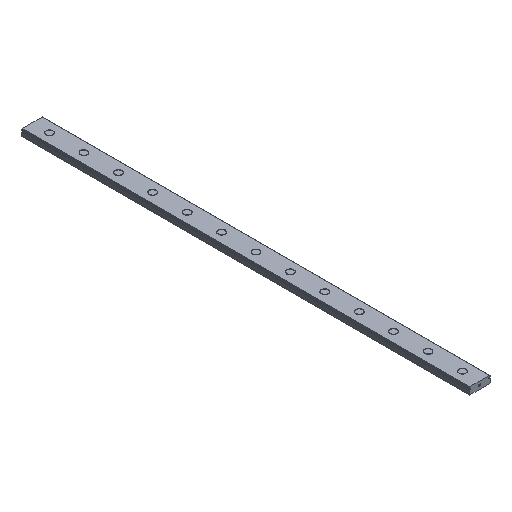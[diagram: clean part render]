
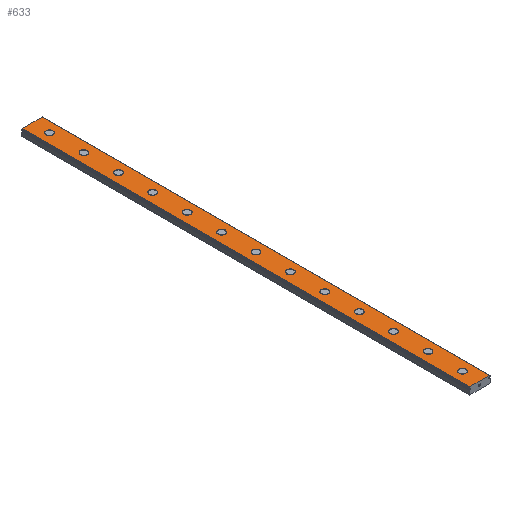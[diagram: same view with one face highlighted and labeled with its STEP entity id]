
A CAD part, isometric view. The second image highlights one B-rep face of the part: STEP entity #633.
In plain terms, the highlighted planar face has unit normal (0, 0, 1).
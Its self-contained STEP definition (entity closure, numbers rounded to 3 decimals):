
#633=ADVANCED_FACE('',(#1303,#1304,#1305,#1306,#1307,#1308,#1309,#1310,#1311,#1312,#1313,#1314,#1315,#1316),#1317,.T.);
#1303=FACE_BOUND('',#1990,.T.);
#1304=FACE_BOUND('',#1991,.T.);
#1305=FACE_BOUND('',#1992,.T.);
#1306=FACE_BOUND('',#1993,.T.);
#1307=FACE_BOUND('',#1994,.T.);
#1308=FACE_BOUND('',#1995,.T.);
#1309=FACE_BOUND('',#1996,.T.);
#1310=FACE_BOUND('',#1997,.T.);
#1311=FACE_BOUND('',#1998,.T.);
#1312=FACE_BOUND('',#1999,.T.);
#1313=FACE_BOUND('',#2000,.T.);
#1314=FACE_BOUND('',#2001,.T.);
#1315=FACE_BOUND('',#2002,.T.);
#1316=FACE_OUTER_BOUND('',#2003,.T.);
#1317=PLANE('',#2004);
#1990=EDGE_LOOP('',(#3759,#3760));
#1991=EDGE_LOOP('',(#3761,#3762));
#1992=EDGE_LOOP('',(#3763,#3764));
#1993=EDGE_LOOP('',(#3765,#3766));
#1994=EDGE_LOOP('',(#3767,#3768));
#1995=EDGE_LOOP('',(#3769,#3770));
#1996=EDGE_LOOP('',(#3771,#3772));
#1997=EDGE_LOOP('',(#3773,#3774));
#1998=EDGE_LOOP('',(#3775,#3776));
#1999=EDGE_LOOP('',(#3777,#3778));
#2000=EDGE_LOOP('',(#3779,#3780));
#2001=EDGE_LOOP('',(#3781,#3782));
#2002=EDGE_LOOP('',(#3783,#3784));
#2003=EDGE_LOOP('',(#3785,#3786,#3787,#3788));
#2004=AXIS2_PLACEMENT_3D('',#3789,#3790,#3791);
#3759=ORIENTED_EDGE('',*,*,#4034,.T.);
#3760=ORIENTED_EDGE('',*,*,#4479,.T.);
#3761=ORIENTED_EDGE('',*,*,#4024,.T.);
#3762=ORIENTED_EDGE('',*,*,#4485,.T.);
#3763=ORIENTED_EDGE('',*,*,#4014,.T.);
#3764=ORIENTED_EDGE('',*,*,#4491,.T.);
#3765=ORIENTED_EDGE('',*,*,#4004,.T.);
#3766=ORIENTED_EDGE('',*,*,#4497,.T.);
#3767=ORIENTED_EDGE('',*,*,#3994,.T.);
#3768=ORIENTED_EDGE('',*,*,#4503,.T.);
#3769=ORIENTED_EDGE('',*,*,#3984,.T.);
#3770=ORIENTED_EDGE('',*,*,#4509,.T.);
#3771=ORIENTED_EDGE('',*,*,#3974,.T.);
#3772=ORIENTED_EDGE('',*,*,#4515,.T.);
#3773=ORIENTED_EDGE('',*,*,#3964,.T.);
#3774=ORIENTED_EDGE('',*,*,#4521,.T.);
#3775=ORIENTED_EDGE('',*,*,#3954,.T.);
#3776=ORIENTED_EDGE('',*,*,#4527,.T.);
#3777=ORIENTED_EDGE('',*,*,#3944,.T.);
#3778=ORIENTED_EDGE('',*,*,#4533,.T.);
#3779=ORIENTED_EDGE('',*,*,#3934,.T.);
#3780=ORIENTED_EDGE('',*,*,#4539,.T.);
#3781=ORIENTED_EDGE('',*,*,#3924,.T.);
#3782=ORIENTED_EDGE('',*,*,#4545,.T.);
#3783=ORIENTED_EDGE('',*,*,#3914,.T.);
#3784=ORIENTED_EDGE('',*,*,#4551,.T.);
#3785=ORIENTED_EDGE('',*,*,#4464,.T.);
#3786=ORIENTED_EDGE('',*,*,#4585,.F.);
#3787=ORIENTED_EDGE('',*,*,#4350,.T.);
#3788=ORIENTED_EDGE('',*,*,#4583,.T.);
#3789=CARTESIAN_POINT('',(0.0,520.0,8.5));
#3790=DIRECTION('',(0.0,0.0,1.0));
#3791=DIRECTION('',(-1.0,0.0,0.0));
#3914=EDGE_CURVE('',#4642,#4639,#4643,.T.);
#3924=EDGE_CURVE('',#4660,#4657,#4661,.T.);
#3934=EDGE_CURVE('',#4678,#4675,#4679,.T.);
#3944=EDGE_CURVE('',#4696,#4693,#4697,.T.);
#3954=EDGE_CURVE('',#4714,#4711,#4715,.T.);
#3964=EDGE_CURVE('',#4732,#4729,#4733,.T.);
#3974=EDGE_CURVE('',#4750,#4747,#4751,.T.);
#3984=EDGE_CURVE('',#4768,#4765,#4769,.T.);
#3994=EDGE_CURVE('',#4786,#4783,#4787,.T.);
#4004=EDGE_CURVE('',#4804,#4801,#4805,.T.);
#4014=EDGE_CURVE('',#4822,#4819,#4823,.T.);
#4024=EDGE_CURVE('',#4840,#4837,#4841,.T.);
#4034=EDGE_CURVE('',#4858,#4855,#4859,.T.);
#4350=EDGE_CURVE('',#5319,#5317,#5320,.T.);
#4464=EDGE_CURVE('',#5500,#5498,#5501,.T.);
#4479=EDGE_CURVE('',#4855,#4858,#5527,.T.);
#4485=EDGE_CURVE('',#4837,#4840,#5533,.T.);
#4491=EDGE_CURVE('',#4819,#4822,#5539,.T.);
#4497=EDGE_CURVE('',#4801,#4804,#5545,.T.);
#4503=EDGE_CURVE('',#4783,#4786,#5551,.T.);
#4509=EDGE_CURVE('',#4765,#4768,#5557,.T.);
#4515=EDGE_CURVE('',#4747,#4750,#5563,.T.);
#4521=EDGE_CURVE('',#4729,#4732,#5569,.T.);
#4527=EDGE_CURVE('',#4711,#4714,#5575,.T.);
#4533=EDGE_CURVE('',#4693,#4696,#5581,.T.);
#4539=EDGE_CURVE('',#4675,#4678,#5587,.T.);
#4545=EDGE_CURVE('',#4657,#4660,#5593,.T.);
#4551=EDGE_CURVE('',#4639,#4642,#5599,.T.);
#4583=EDGE_CURVE('',#5317,#5500,#5631,.T.);
#4585=EDGE_CURVE('',#5319,#5498,#5633,.T.);
#4639=VERTEX_POINT('',#5693);
#4642=VERTEX_POINT('',#5697);
#4643=CIRCLE('',#5698,4.0);
#4657=VERTEX_POINT('',#5715);
#4660=VERTEX_POINT('',#5719);
#4661=CIRCLE('',#5720,4.0);
#4675=VERTEX_POINT('',#5737);
#4678=VERTEX_POINT('',#5741);
#4679=CIRCLE('',#5742,4.0);
#4693=VERTEX_POINT('',#5759);
#4696=VERTEX_POINT('',#5763);
#4697=CIRCLE('',#5764,4.0);
#4711=VERTEX_POINT('',#5781);
#4714=VERTEX_POINT('',#5785);
#4715=CIRCLE('',#5786,4.0);
#4729=VERTEX_POINT('',#5803);
#4732=VERTEX_POINT('',#5807);
#4733=CIRCLE('',#5808,4.0);
#4747=VERTEX_POINT('',#5825);
#4750=VERTEX_POINT('',#5829);
#4751=CIRCLE('',#5830,4.0);
#4765=VERTEX_POINT('',#5847);
#4768=VERTEX_POINT('',#5851);
#4769=CIRCLE('',#5852,4.0);
#4783=VERTEX_POINT('',#5869);
#4786=VERTEX_POINT('',#5873);
#4787=CIRCLE('',#5874,4.0);
#4801=VERTEX_POINT('',#5891);
#4804=VERTEX_POINT('',#5895);
#4805=CIRCLE('',#5896,4.0);
#4819=VERTEX_POINT('',#5913);
#4822=VERTEX_POINT('',#5917);
#4823=CIRCLE('',#5918,4.0);
#4837=VERTEX_POINT('',#5935);
#4840=VERTEX_POINT('',#5939);
#4841=CIRCLE('',#5940,4.0);
#4855=VERTEX_POINT('',#5957);
#4858=VERTEX_POINT('',#5961);
#4859=CIRCLE('',#5962,4.0);
#5317=VERTEX_POINT('',#6568);
#5319=VERTEX_POINT('',#6571);
#5320=LINE('',#6572,#6573);
#5498=VERTEX_POINT('',#6825);
#5500=VERTEX_POINT('',#6828);
#5501=LINE('',#6829,#6830);
#5527=CIRCLE('',#6862,4.0);
#5533=CIRCLE('',#6868,4.0);
#5539=CIRCLE('',#6874,4.0);
#5545=CIRCLE('',#6880,4.0);
#5551=CIRCLE('',#6886,4.0);
#5557=CIRCLE('',#6892,4.0);
#5563=CIRCLE('',#6898,4.0);
#5569=CIRCLE('',#6904,4.0);
#5575=CIRCLE('',#6910,4.0);
#5581=CIRCLE('',#6916,4.0);
#5587=CIRCLE('',#6922,4.0);
#5593=CIRCLE('',#6928,4.0);
#5599=CIRCLE('',#6934,4.0);
#5631=LINE('',#6979,#6980);
#5633=LINE('',#6982,#6983);
#5693=CARTESIAN_POINT('',(4.0,20.0,8.5));
#5697=CARTESIAN_POINT('',(-4.0,20.0,8.5));
#5698=AXIS2_PLACEMENT_3D('',#7045,#7046,#7047);
#5715=CARTESIAN_POINT('',(4.0,60.0,8.5));
#5719=CARTESIAN_POINT('',(-4.0,60.0,8.5));
#5720=AXIS2_PLACEMENT_3D('',#7061,#7062,#7063);
#5737=CARTESIAN_POINT('',(4.0,100.0,8.5));
#5741=CARTESIAN_POINT('',(-4.0,100.0,8.5));
#5742=AXIS2_PLACEMENT_3D('',#7077,#7078,#7079);
#5759=CARTESIAN_POINT('',(4.0,140.0,8.5));
#5763=CARTESIAN_POINT('',(-4.0,140.0,8.5));
#5764=AXIS2_PLACEMENT_3D('',#7093,#7094,#7095);
#5781=CARTESIAN_POINT('',(4.0,180.0,8.5));
#5785=CARTESIAN_POINT('',(-4.0,180.0,8.5));
#5786=AXIS2_PLACEMENT_3D('',#7109,#7110,#7111);
#5803=CARTESIAN_POINT('',(4.0,220.0,8.5));
#5807=CARTESIAN_POINT('',(-4.0,220.0,8.5));
#5808=AXIS2_PLACEMENT_3D('',#7125,#7126,#7127);
#5825=CARTESIAN_POINT('',(4.0,260.0,8.5));
#5829=CARTESIAN_POINT('',(-4.0,260.0,8.5));
#5830=AXIS2_PLACEMENT_3D('',#7141,#7142,#7143);
#5847=CARTESIAN_POINT('',(4.0,300.0,8.5));
#5851=CARTESIAN_POINT('',(-4.0,300.0,8.5));
#5852=AXIS2_PLACEMENT_3D('',#7157,#7158,#7159);
#5869=CARTESIAN_POINT('',(4.0,340.0,8.5));
#5873=CARTESIAN_POINT('',(-4.0,340.0,8.5));
#5874=AXIS2_PLACEMENT_3D('',#7173,#7174,#7175);
#5891=CARTESIAN_POINT('',(4.0,380.0,8.5));
#5895=CARTESIAN_POINT('',(-4.0,380.0,8.5));
#5896=AXIS2_PLACEMENT_3D('',#7189,#7190,#7191);
#5913=CARTESIAN_POINT('',(4.0,420.0,8.5));
#5917=CARTESIAN_POINT('',(-4.0,420.0,8.5));
#5918=AXIS2_PLACEMENT_3D('',#7205,#7206,#7207);
#5935=CARTESIAN_POINT('',(4.0,460.0,8.5));
#5939=CARTESIAN_POINT('',(-4.0,460.0,8.5));
#5940=AXIS2_PLACEMENT_3D('',#7221,#7222,#7223);
#5957=CARTESIAN_POINT('',(4.0,500.0,8.5));
#5961=CARTESIAN_POINT('',(-4.0,500.0,8.5));
#5962=AXIS2_PLACEMENT_3D('',#7237,#7238,#7239);
#6568=CARTESIAN_POINT('',(-11.6,520.0,8.5));
#6571=CARTESIAN_POINT('',(11.6,520.0,8.5));
#6572=CARTESIAN_POINT('',(11.6,520.0,8.5));
#6573=VECTOR('',#7608,1.0);
#6825=CARTESIAN_POINT('',(11.6,0.0,8.5));
#6828=CARTESIAN_POINT('',(-11.6,0.0,8.5));
#6829=CARTESIAN_POINT('',(11.6,0.0,8.5));
#6830=VECTOR('',#7726,1.0);
#6862=AXIS2_PLACEMENT_3D('',#7754,#7755,#7756);
#6868=AXIS2_PLACEMENT_3D('',#7763,#7764,#7765);
#6874=AXIS2_PLACEMENT_3D('',#7772,#7773,#7774);
#6880=AXIS2_PLACEMENT_3D('',#7781,#7782,#7783);
#6886=AXIS2_PLACEMENT_3D('',#7790,#7791,#7792);
#6892=AXIS2_PLACEMENT_3D('',#7799,#7800,#7801);
#6898=AXIS2_PLACEMENT_3D('',#7808,#7809,#7810);
#6904=AXIS2_PLACEMENT_3D('',#7817,#7818,#7819);
#6910=AXIS2_PLACEMENT_3D('',#7826,#7827,#7828);
#6916=AXIS2_PLACEMENT_3D('',#7835,#7836,#7837);
#6922=AXIS2_PLACEMENT_3D('',#7844,#7845,#7846);
#6928=AXIS2_PLACEMENT_3D('',#7853,#7854,#7855);
#6934=AXIS2_PLACEMENT_3D('',#7862,#7863,#7864);
#6979=CARTESIAN_POINT('',(-11.6,520.0,8.5));
#6980=VECTOR('',#7884,1.0);
#6982=CARTESIAN_POINT('',(11.6,520.0,8.5));
#6983=VECTOR('',#7885,1.0);
#7045=CARTESIAN_POINT('',(0.0,20.0,8.5));
#7046=DIRECTION('',(0.0,0.0,-1.0));
#7047=DIRECTION('',(1.0,0.0,0.0));
#7061=CARTESIAN_POINT('',(0.0,60.0,8.5));
#7062=DIRECTION('',(0.0,0.0,-1.0));
#7063=DIRECTION('',(1.0,0.0,0.0));
#7077=CARTESIAN_POINT('',(0.0,100.0,8.5));
#7078=DIRECTION('',(0.0,0.0,-1.0));
#7079=DIRECTION('',(1.0,0.0,0.0));
#7093=CARTESIAN_POINT('',(0.0,140.0,8.5));
#7094=DIRECTION('',(0.0,0.0,-1.0));
#7095=DIRECTION('',(1.0,0.0,0.0));
#7109=CARTESIAN_POINT('',(0.0,180.0,8.5));
#7110=DIRECTION('',(0.0,0.0,-1.0));
#7111=DIRECTION('',(1.0,0.0,0.0));
#7125=CARTESIAN_POINT('',(0.0,220.0,8.5));
#7126=DIRECTION('',(0.0,0.0,-1.0));
#7127=DIRECTION('',(1.0,0.0,0.0));
#7141=CARTESIAN_POINT('',(0.0,260.0,8.5));
#7142=DIRECTION('',(0.0,0.0,-1.0));
#7143=DIRECTION('',(1.0,0.0,0.0));
#7157=CARTESIAN_POINT('',(0.0,300.0,8.5));
#7158=DIRECTION('',(0.0,0.0,-1.0));
#7159=DIRECTION('',(1.0,0.0,0.0));
#7173=CARTESIAN_POINT('',(0.0,340.0,8.5));
#7174=DIRECTION('',(0.0,0.0,-1.0));
#7175=DIRECTION('',(1.0,0.0,0.0));
#7189=CARTESIAN_POINT('',(0.0,380.0,8.5));
#7190=DIRECTION('',(0.0,0.0,-1.0));
#7191=DIRECTION('',(1.0,0.0,0.0));
#7205=CARTESIAN_POINT('',(0.0,420.0,8.5));
#7206=DIRECTION('',(0.0,0.0,-1.0));
#7207=DIRECTION('',(1.0,0.0,0.0));
#7221=CARTESIAN_POINT('',(0.0,460.0,8.5));
#7222=DIRECTION('',(0.0,0.0,-1.0));
#7223=DIRECTION('',(1.0,0.0,0.0));
#7237=CARTESIAN_POINT('',(0.0,500.0,8.5));
#7238=DIRECTION('',(0.0,0.0,-1.0));
#7239=DIRECTION('',(1.0,0.0,0.0));
#7608=DIRECTION('',(-1.0,0.0,0.0));
#7726=DIRECTION('',(1.0,0.0,0.0));
#7754=CARTESIAN_POINT('',(0.0,500.0,8.5));
#7755=DIRECTION('',(0.0,0.0,-1.0));
#7756=DIRECTION('',(1.0,0.0,0.0));
#7763=CARTESIAN_POINT('',(0.0,460.0,8.5));
#7764=DIRECTION('',(0.0,0.0,-1.0));
#7765=DIRECTION('',(1.0,0.0,0.0));
#7772=CARTESIAN_POINT('',(0.0,420.0,8.5));
#7773=DIRECTION('',(0.0,0.0,-1.0));
#7774=DIRECTION('',(1.0,0.0,0.0));
#7781=CARTESIAN_POINT('',(0.0,380.0,8.5));
#7782=DIRECTION('',(0.0,0.0,-1.0));
#7783=DIRECTION('',(1.0,0.0,0.0));
#7790=CARTESIAN_POINT('',(0.0,340.0,8.5));
#7791=DIRECTION('',(0.0,0.0,-1.0));
#7792=DIRECTION('',(1.0,0.0,0.0));
#7799=CARTESIAN_POINT('',(0.0,300.0,8.5));
#7800=DIRECTION('',(0.0,0.0,-1.0));
#7801=DIRECTION('',(1.0,0.0,0.0));
#7808=CARTESIAN_POINT('',(0.0,260.0,8.5));
#7809=DIRECTION('',(0.0,0.0,-1.0));
#7810=DIRECTION('',(1.0,0.0,0.0));
#7817=CARTESIAN_POINT('',(0.0,220.0,8.5));
#7818=DIRECTION('',(0.0,0.0,-1.0));
#7819=DIRECTION('',(1.0,0.0,0.0));
#7826=CARTESIAN_POINT('',(0.0,180.0,8.5));
#7827=DIRECTION('',(0.0,0.0,-1.0));
#7828=DIRECTION('',(1.0,0.0,0.0));
#7835=CARTESIAN_POINT('',(0.0,140.0,8.5));
#7836=DIRECTION('',(0.0,0.0,-1.0));
#7837=DIRECTION('',(1.0,0.0,0.0));
#7844=CARTESIAN_POINT('',(0.0,100.0,8.5));
#7845=DIRECTION('',(0.0,0.0,-1.0));
#7846=DIRECTION('',(1.0,0.0,0.0));
#7853=CARTESIAN_POINT('',(0.0,60.0,8.5));
#7854=DIRECTION('',(0.0,0.0,-1.0));
#7855=DIRECTION('',(1.0,0.0,0.0));
#7862=CARTESIAN_POINT('',(0.0,20.0,8.5));
#7863=DIRECTION('',(0.0,0.0,-1.0));
#7864=DIRECTION('',(1.0,0.0,0.0));
#7884=DIRECTION('',(0.0,-1.0,0.0));
#7885=DIRECTION('',(0.0,-1.0,0.0));
